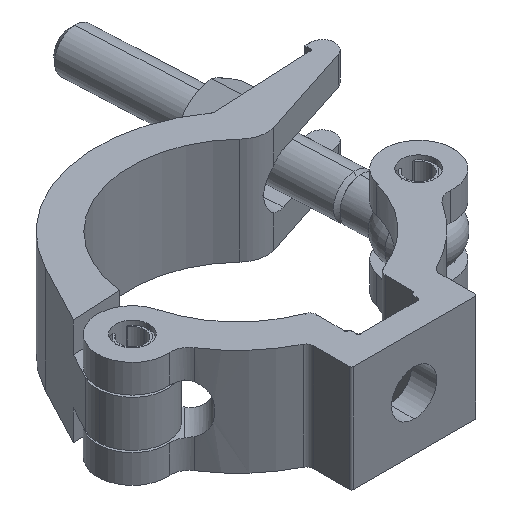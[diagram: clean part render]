
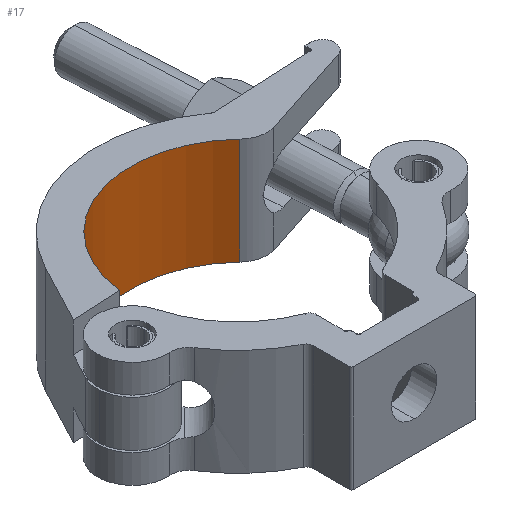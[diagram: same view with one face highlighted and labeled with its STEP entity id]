
A CAD part, isometric view. The second image highlights one B-rep face of the part: STEP entity #17.
In plain terms, the highlighted cylindrical face has radius 31.85 mm (diameter 63.7 mm), a partial arc.
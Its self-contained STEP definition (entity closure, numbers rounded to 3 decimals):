
#17 = ADVANCED_FACE ( 'NONE', ( #2229 ), #2398, .F. ) ;
#116 = AXIS2_PLACEMENT_3D ( 'NONE', #5215, #587, #2308 ) ;
#287 = AXIS2_PLACEMENT_3D ( 'NONE', #2553, #3762, #323 ) ;
#298 = ORIENTED_EDGE ( 'NONE', *, *, #6886, .F. ) ;
#323 = DIRECTION ( 'NONE',  ( 0., 0., 1. ) ) ;
#505 = DIRECTION ( 'NONE',  ( -1., 0., 0. ) ) ;
#531 = EDGE_CURVE ( 'NONE', #6157, #6725, #2581, .T. ) ;
#587 = DIRECTION ( 'NONE',  ( -1., 0., 0. ) ) ;
#777 = CARTESIAN_POINT ( 'NONE',  ( 14.95, 11.95, -9.47 ) ) ;
#821 = CARTESIAN_POINT ( 'NONE',  ( -6.45, 11.95, -9.47 ) ) ;
#902 = LINE ( 'NONE', #1530, #7064 ) ;
#1180 = DIRECTION ( 'NONE',  ( -1., 0., 0. ) ) ;
#1251 = AXIS2_PLACEMENT_3D ( 'NONE', #2855, #1180, #6874 ) ;
#1269 = VERTEX_POINT ( 'NONE', #4954 ) ;
#1432 = VECTOR ( 'NONE', #505, 1000. ) ;
#1441 = AXIS2_PLACEMENT_3D ( 'NONE', #4765, #3061, #5341 ) ;
#1530 = CARTESIAN_POINT ( 'NONE',  ( 6.45, 11.95, -9.47 ) ) ;
#1992 = VECTOR ( 'NONE', #2836, 1000. ) ;
#2033 = CARTESIAN_POINT ( 'NONE',  ( 14.95, 29.26, -63.965 ) ) ;
#2152 = ORIENTED_EDGE ( 'NONE', *, *, #4891, .F. ) ;
#2229 = FACE_OUTER_BOUND ( 'NONE', #4671, .T. ) ;
#2308 = DIRECTION ( 'NONE',  ( 0., 0., 1. ) ) ;
#2358 = ORIENTED_EDGE ( 'NONE', *, *, #5519, .T. ) ;
#2398 = CYLINDRICAL_SURFACE ( 'NONE', #116, 31.85 ) ;
#2553 = CARTESIAN_POINT ( 'NONE',  ( -6.45, 7.226, -40.968 ) ) ;
#2581 = LINE ( 'NONE', #5111, #1432 ) ;
#2634 = VECTOR ( 'NONE', #5896, 1000. ) ;
#2729 = CIRCLE ( 'NONE', #1441, 31.85 ) ;
#2836 = DIRECTION ( 'NONE',  ( -1., 0., 0. ) ) ;
#2855 = CARTESIAN_POINT ( 'NONE',  ( -14.95, 7.226, -40.968 ) ) ;
#3033 = AXIS2_PLACEMENT_3D ( 'NONE', #5343, #5904, #6560 ) ;
#3061 = DIRECTION ( 'NONE',  ( -1., 0., 0. ) ) ;
#3115 = EDGE_CURVE ( 'NONE', #6704, #6064, #2729, .T. ) ;
#3302 = DIRECTION ( 'NONE',  ( 1., 0., 0. ) ) ;
#3541 = CIRCLE ( 'NONE', #3033, 31.85 ) ;
#3589 = VERTEX_POINT ( 'NONE', #4548 ) ;
#3762 = DIRECTION ( 'NONE',  ( 1., 0., 0. ) ) ;
#3775 = CARTESIAN_POINT ( 'NONE',  ( -14.95, 11.95, -9.47 ) ) ;
#3900 = EDGE_CURVE ( 'NONE', #5754, #3589, #3541, .T. ) ;
#3952 = ORIENTED_EDGE ( 'NONE', *, *, #531, .T. ) ;
#4196 = ORIENTED_EDGE ( 'NONE', *, *, #6580, .T. ) ;
#4382 = ORIENTED_EDGE ( 'NONE', *, *, #3115, .F. ) ;
#4464 = CARTESIAN_POINT ( 'NONE',  ( 6.45, 7.226, -9.118 ) ) ;
#4542 = ORIENTED_EDGE ( 'NONE', *, *, #3900, .F. ) ;
#4548 = CARTESIAN_POINT ( 'NONE',  ( 6.45, 11.95, -9.47 ) ) ;
#4671 = EDGE_LOOP ( 'NONE', ( #4542, #4196, #2152, #3952, #2358, #5459, #4382, #298 ) ) ;
#4765 = CARTESIAN_POINT ( 'NONE',  ( 14.95, 7.226, -40.968 ) ) ;
#4891 = EDGE_CURVE ( 'NONE', #6157, #1269, #5402, .T. ) ;
#4954 = CARTESIAN_POINT ( 'NONE',  ( -6.45, 7.226, -9.118 ) ) ;
#5111 = CARTESIAN_POINT ( 'NONE',  ( -6.45, 11.95, -9.47 ) ) ;
#5215 = CARTESIAN_POINT ( 'NONE',  ( 14.95, 7.226, -40.968 ) ) ;
#5219 = CIRCLE ( 'NONE', #1251, 31.85 ) ;
#5341 = DIRECTION ( 'NONE',  ( 0., 0., -1. ) ) ;
#5343 = CARTESIAN_POINT ( 'NONE',  ( 6.45, 7.226, -40.968 ) ) ;
#5402 = CIRCLE ( 'NONE', #287, 31.85 ) ;
#5459 = ORIENTED_EDGE ( 'NONE', *, *, #6095, .F. ) ;
#5519 = EDGE_CURVE ( 'NONE', #6725, #7263, #5219, .T. ) ;
#5683 = CARTESIAN_POINT ( 'NONE',  ( 14.95, 7.226, -9.118 ) ) ;
#5754 = VERTEX_POINT ( 'NONE', #4464 ) ;
#5826 = LINE ( 'NONE', #2033, #2634 ) ;
#5860 = CARTESIAN_POINT ( 'NONE',  ( -14.95, 29.26, -63.965 ) ) ;
#5896 = DIRECTION ( 'NONE',  ( -1., 0., 0. ) ) ;
#5904 = DIRECTION ( 'NONE',  ( -1., 0., 0. ) ) ;
#6064 = VERTEX_POINT ( 'NONE', #6712 ) ;
#6095 = EDGE_CURVE ( 'NONE', #6064, #7263, #5826, .T. ) ;
#6157 = VERTEX_POINT ( 'NONE', #821 ) ;
#6560 = DIRECTION ( 'NONE',  ( 0., 0., -1. ) ) ;
#6580 = EDGE_CURVE ( 'NONE', #5754, #1269, #7162, .T. ) ;
#6704 = VERTEX_POINT ( 'NONE', #777 ) ;
#6712 = CARTESIAN_POINT ( 'NONE',  ( 14.95, 29.26, -63.965 ) ) ;
#6725 = VERTEX_POINT ( 'NONE', #3775 ) ;
#6874 = DIRECTION ( 'NONE',  ( 0., 0., -1. ) ) ;
#6886 = EDGE_CURVE ( 'NONE', #3589, #6704, #902, .T. ) ;
#7064 = VECTOR ( 'NONE', #3302, 1000. ) ;
#7162 = LINE ( 'NONE', #5683, #1992 ) ;
#7263 = VERTEX_POINT ( 'NONE', #5860 ) ;
